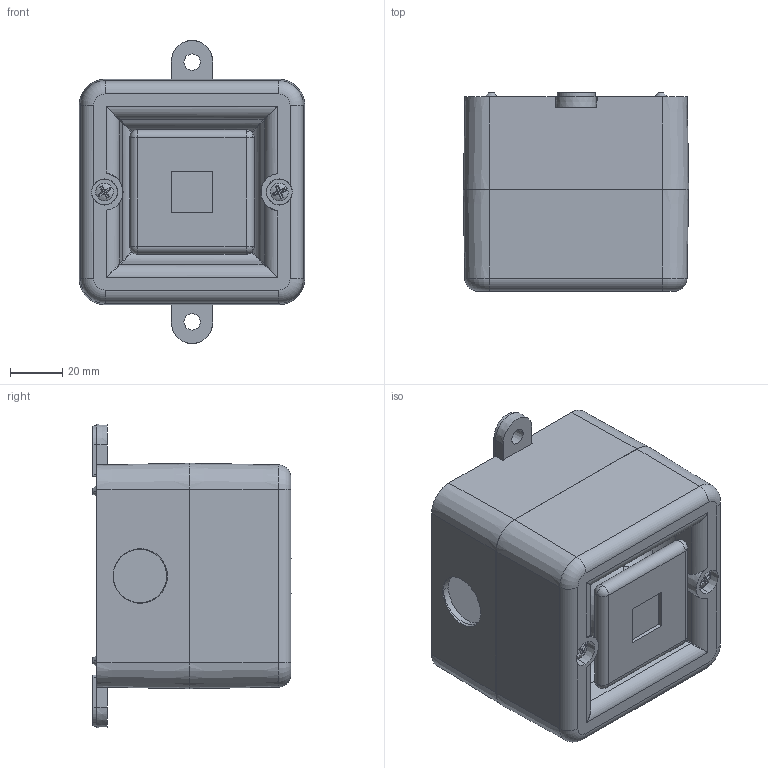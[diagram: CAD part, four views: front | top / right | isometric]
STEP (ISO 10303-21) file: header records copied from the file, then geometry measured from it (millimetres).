
FILE_DESCRIPTION (( 'STEP AP214' ), '1' );
FILE_NAME ('SK0133-3D_Issue_A.STEP', '2018-02-12T09:57:04', ( '' ), ( '' ), 'SwSTEP 2.0', 'SolidWorks 2018', '' );
FILE_SCHEMA (( 'AUTOMOTIVE_DESIGN' ));
Length unit declared in the file: millimetre
Products named in the file (6): D 0120-003 basic_remove detail; D0120-002 basic; SCSSST6X12P; A100 Lug; SK0133-3D_Issue_A; D0120-001 basic_A100 last unit
Assembly tree (7 placements, depth 2):
  SK0133-3D_Issue_A
    D0120-002 basic
    D 0120-003 basic_remove detail
    D0120-001 basic_A100 last unit
    A100 Lug  x2
    SCSSST6X12P  x2
Bounding box: 86.47 x 75.92 x 116.22 mm (x, y, z)
Volume: 237235.3 mm3; surface area: 98027.2 mm2
Topology: 7 solids, 7 shells, 543 faces, 1387 edges, 852 vertices
Faces by surface type: plane 214, cylinder 144, cone 106, bspline 55, torus 18, sphere 6
Entity records: 18835 total; most frequent: CARTESIAN_POINT 7886, ORIENTED_EDGE 2320, DIRECTION 2169, EDGE_CURVE 1160, AXIS2_PLACEMENT_3D 818, VERTEX_POINT 729, LINE 533, VECTOR 533
